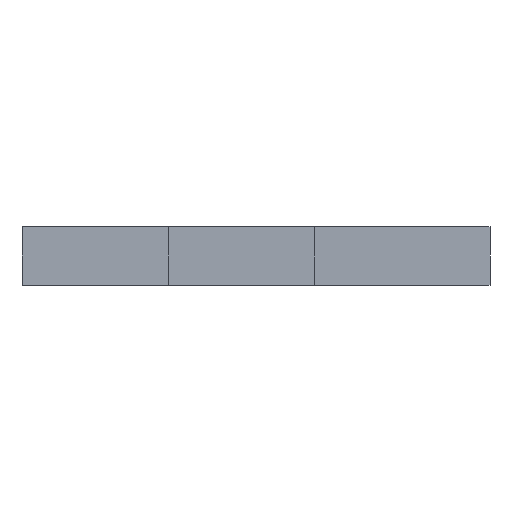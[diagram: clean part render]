
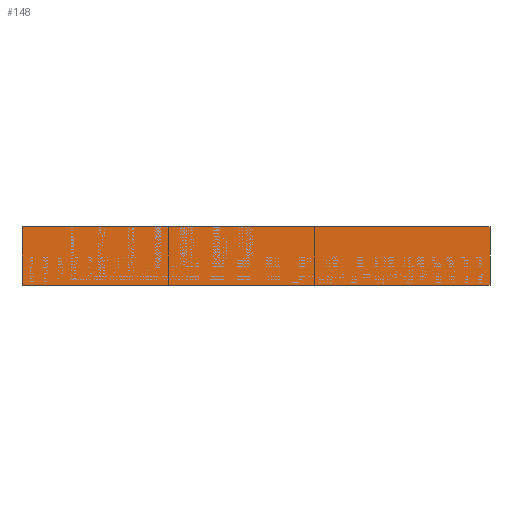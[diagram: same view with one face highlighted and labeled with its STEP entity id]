
A CAD part, front view. The second image highlights one B-rep face of the part: STEP entity #148.
In plain terms, the highlighted planar face has unit normal (0, -1, 0).
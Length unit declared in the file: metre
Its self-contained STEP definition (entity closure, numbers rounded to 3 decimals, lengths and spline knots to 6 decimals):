
#1 = CARTESIAN_POINT('',(0.,-4.,0.));
#2 = VERTEX_POINT('vertex',#1);
#19 = CARTESIAN_POINT('',(16.,-4.,0.));
#20 = VERTEX_POINT('vertex',#19);
#27 = CARTESIAN_POINT(' ',(16.,-4.,0.));
#28 = DIRECTION(' ',(-16.,0.,0.));
#29 = VECTOR(' ',#28,1.);
#30 = LINE('NONE',#27,#29);
#31 = EDGE_CURVE('edge_curve',#20,#2,#30,.T.);
#41 = CARTESIAN_POINT('',(0.,-4.,2.));
#42 = VERTEX_POINT('vertex',#41);
#43 = CARTESIAN_POINT('',(16.,-4.,2.));
#44 = VERTEX_POINT('vertex',#43);
#45 = CARTESIAN_POINT(' ',(16.,-4.,2.));
#46 = DIRECTION(' ',(-16.,0.,0.));
#47 = VECTOR(' ',#46,1.);
#48 = LINE('NONE',#45,#47);
#49 = EDGE_CURVE('edge_curve',#42,#44,#48,.T.);
#82 = CARTESIAN_POINT(' ',(0.,-4.,0.));
#83 = DIRECTION(' ',(0.,0.,2.));
#84 = VECTOR(' ',#83,1.);
#85 = LINE('NONE',#82,#84);
#86 = EDGE_CURVE('edge_curve',#2,#42,#85,.T.);
#123 = CARTESIAN_POINT(' ',(16.,-4.,2.));
#124 = DIRECTION(' ',(0.,0.,-2.));
#125 = VECTOR(' ',#124,1.);
#126 = LINE('NONE',#123,#125);
#127 = EDGE_CURVE('edge_curve',#44,#20,#126,.T.);
#137 = ORIENTED_EDGE('Oriented edge',*,*,#31,.F.);
#138 = ORIENTED_EDGE('Oriented edge',*,*,#127,.F.);
#139 = ORIENTED_EDGE('Oriented edge',*,*,#49,.F.);
#140 = ORIENTED_EDGE('Oriented edge',*,*,#86,.F.);
#141 = EDGE_LOOP('EDG_LOOP',(#137,#138,#139,#140));
#142 = FACE_BOUND('FAC_BOUND',#141,.T.);
#143 = CARTESIAN_POINT('',(0.,-4.,0.));
#144 = DIRECTION('PLN',(0.,-1.,0.));
#145 = DIRECTION('PLN',(1.,0.,0.));
#146 = AXIS2_PLACEMENT_3D('PLN',#143,#144,#145);
#147 = PLANE('PLN',#146);
#148 = ADVANCED_FACE('*ADF',(#142),#147,.T.);
